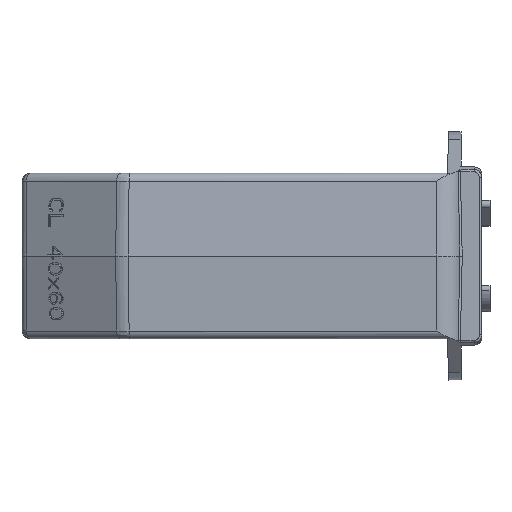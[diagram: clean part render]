
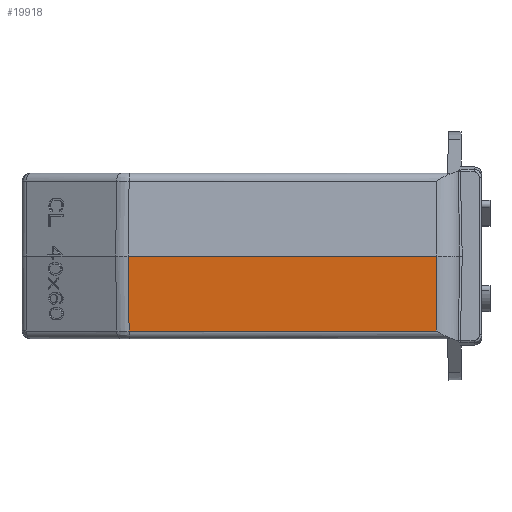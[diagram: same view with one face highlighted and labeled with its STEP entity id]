
A CAD part, left-side view. The second image highlights one B-rep face of the part: STEP entity #19918.
In plain terms, the highlighted planar face has unit normal (-0.999, 0, -0.052).
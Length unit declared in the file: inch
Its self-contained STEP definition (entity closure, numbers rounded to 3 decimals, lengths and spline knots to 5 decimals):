
#22 = LINE ( 'NONE', #2200, #19301 ) ;
#720 = CARTESIAN_POINT ( 'NONE',  ( -0.6811, 0.11811, 0. ) ) ;
#1300 = LINE ( 'NONE', #10170, #9219 ) ;
#2200 = CARTESIAN_POINT ( 'NONE',  ( -0.6811, 1.61417, 0. ) ) ;
#3396 = EDGE_CURVE ( 'NONE', #6524, #20259, #22, .T. ) ;
#4527 = ORIENTED_EDGE ( 'NONE', *, *, #12466, .T. ) ;
#4658 = EDGE_CURVE ( 'NONE', #27788, #6524, #1300, .T. ) ;
#4983 = CARTESIAN_POINT ( 'NONE',  ( -0.66242, 0.11811, -0.35639 ) ) ;
#5174 = ORIENTED_EDGE ( 'NONE', *, *, #8844, .F. ) ;
#6524 = VERTEX_POINT ( 'NONE', #720 ) ;
#6680 = DIRECTION ( 'NONE',  ( -0.999, 0., -0.052 ) ) ;
#7126 = DIRECTION ( 'NONE',  ( 0., 1., 0. ) ) ;
#8695 = EDGE_LOOP ( 'NONE', ( #5174, #22735, #27418, #4527 ) ) ;
#8844 = EDGE_CURVE ( 'NONE', #27788, #15546, #28452, .T. ) ;
#8867 = CARTESIAN_POINT ( 'NONE',  ( -0.6811, 1.61417, 0. ) ) ;
#9219 = VECTOR ( 'NONE', #23231, 39.37008 ) ;
#10170 = CARTESIAN_POINT ( 'NONE',  ( -0.6811, 0.11811, 0. ) ) ;
#11007 = CARTESIAN_POINT ( 'NONE',  ( -0.66242, -2.73356, -0.35639 ) ) ;
#11191 = FACE_OUTER_BOUND ( 'NONE', #8695, .T. ) ;
#12466 = EDGE_CURVE ( 'NONE', #20259, #15546, #25961, .T. ) ;
#13768 = CARTESIAN_POINT ( 'NONE',  ( -0.66242, 1.57756, -0.35639 ) ) ;
#14648 = AXIS2_PLACEMENT_3D ( 'NONE', #8867, #6680, #24395 ) ;
#15546 = VERTEX_POINT ( 'NONE', #28210 ) ;
#16657 = CARTESIAN_POINT ( 'NONE',  ( -0.66865, 1.57923, -0.23759 ) ) ;
#18833 = CARTESIAN_POINT ( 'NONE',  ( -0.6811, 1.58257, 0. ) ) ;
#19301 = VECTOR ( 'NONE', #7126, 39.37008 ) ;
#19918 = ADVANCED_FACE ( 'NONE', ( #11191 ), #26584, .T. ) ;
#20259 = VERTEX_POINT ( 'NONE', #24927 ) ;
#22735 = ORIENTED_EDGE ( 'NONE', *, *, #4658, .T. ) ;
#23231 = DIRECTION ( 'NONE',  ( -0.052, 0., 0.999 ) ) ;
#24395 = DIRECTION ( 'NONE',  ( -0.052, 0., 0.999 ) ) ;
#24927 = CARTESIAN_POINT ( 'NONE',  ( -0.6811, 1.58257, 0. ) ) ;
#25961 = B_SPLINE_CURVE_WITH_KNOTS ( 'NONE', 3,
 ( #18833, #27715, #16657, #13768 ),
 .UNSPECIFIED., .F., .F.,
 ( 4, 4 ),
 ( 0., 1. ),
 .UNSPECIFIED. ) ;
#26584 = PLANE ( 'NONE',  #14648 ) ;
#27418 = ORIENTED_EDGE ( 'NONE', *, *, #3396, .T. ) ;
#27715 = CARTESIAN_POINT ( 'NONE',  ( -0.67488, 1.5809, -0.1188 ) ) ;
#27788 = VERTEX_POINT ( 'NONE', #4983 ) ;
#28210 = CARTESIAN_POINT ( 'NONE',  ( -0.66242, 1.57756, -0.35639 ) ) ;
#28452 = LINE ( 'NONE', #11007, #28640 ) ;
#28593 = DIRECTION ( 'NONE',  ( 0., 1., 0. ) ) ;
#28640 = VECTOR ( 'NONE', #28593, 39.37008 ) ;
